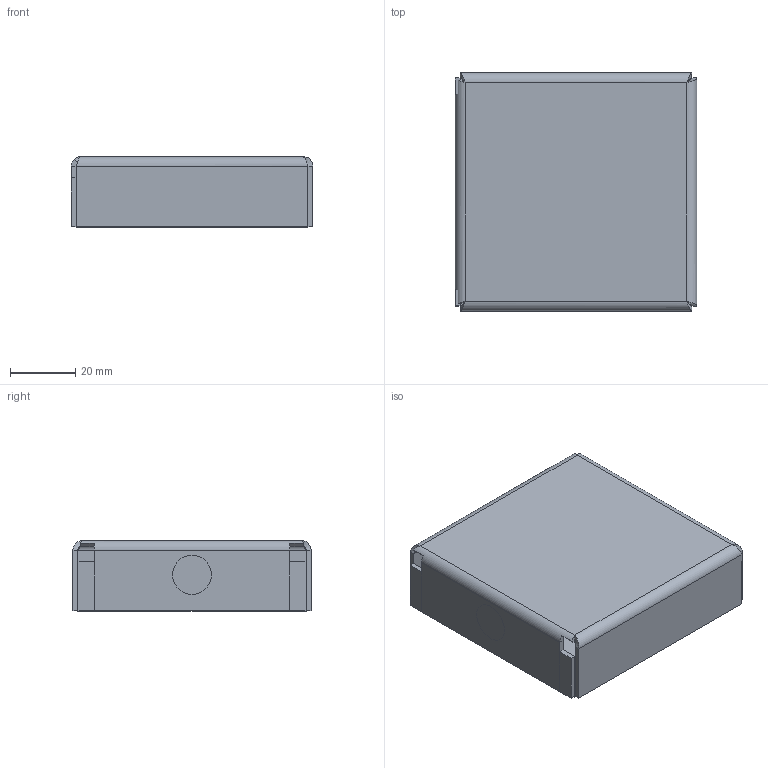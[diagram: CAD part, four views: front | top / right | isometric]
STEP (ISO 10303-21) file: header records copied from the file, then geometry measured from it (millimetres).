
FILE_DESCRIPTION(/* description */ (''),/* implementation_level */ '2;1');
FILE_NAME(/* name */ 'TGSP010075 - Customer.stp',/* time_stamp */ '2014-06-11T11:24:45+02:00',/* author */ ('bs'),/* organization */ (''),/* preprocessor_version */ 'ST-DEVELOPER v15.2',/* originating_system */ 'Autodesk Inventor 2014',/* authorisation */ '');
FILE_SCHEMA (('AUTOMOTIVE_DESIGN { 1 0 10303 214 3 1 1 }'));
Length unit declared in the file: millimetre
Products named in the file (1): TGSP010075 - Customer
Bounding box: 74 x 73 x 21.74 mm (x, y, z)
Volume: 63842.4 mm3; surface area: 34603.2 mm2
Topology: 1 solids, 1 shells, 79 faces, 181 edges, 107 vertices
Faces by surface type: plane 59, cylinder 12, bspline 8
Full cylindrical faces by diameter (mm): 6.647 x2, 12 x2
Entity records: 2413 total; most frequent: CARTESIAN_POINT 588, ORIENTED_EDGE 350, DIRECTION 322, EDGE_CURVE 175, LINE 140, VECTOR 140, VERTEX_POINT 105, EDGE_LOOP 92
